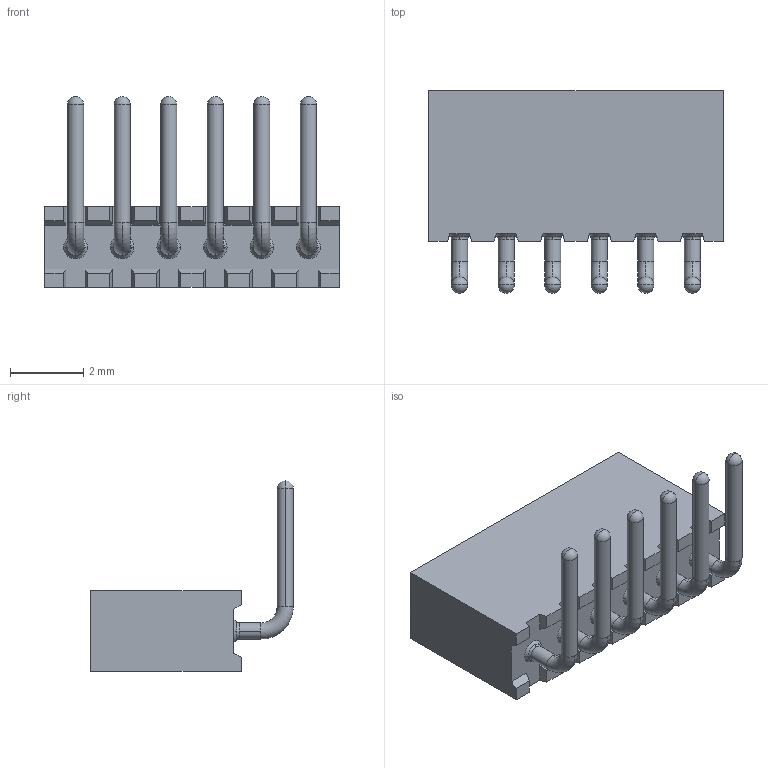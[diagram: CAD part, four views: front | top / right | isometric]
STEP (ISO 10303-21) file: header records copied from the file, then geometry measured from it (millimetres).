
FILE_DESCRIPTION(('STEP AP214'),'1');
FILE_NAME('pcb_connector_851-87-006-20-001101.stp','2020-04-09T09:40:18',('TraceParts'),('TraceParts S.A.'),'Spatial InterOp 3D',' ',' ');
FILE_SCHEMA(('AUTOMOTIVE_DESIGN { 1 0 10303 214 1 1 1 1 }'));
Length unit declared in the file: millimetre
Products named in the file (1): pcb_connector_851-87-006-20-001101
Bounding box: 8.03 x 5.52 x 5.2 mm (x, y, z)
Volume: 67.4 mm3; surface area: 242.5 mm2
Topology: 1 solids, 1 shells, 268 faces, 660 edges, 388 vertices
Faces by surface type: cone 96, cylinder 72, plane 64, torus 24, sphere 12
Entity records: 9876 total; most frequent: DIRECTION 1474, CARTESIAN_POINT 1293, ORIENTED_EDGE 1272, EDGE_CURVE 636, AXIS2_PLACEMENT_3D 569, VERTEX_POINT 388, LINE 336, VECTOR 336
